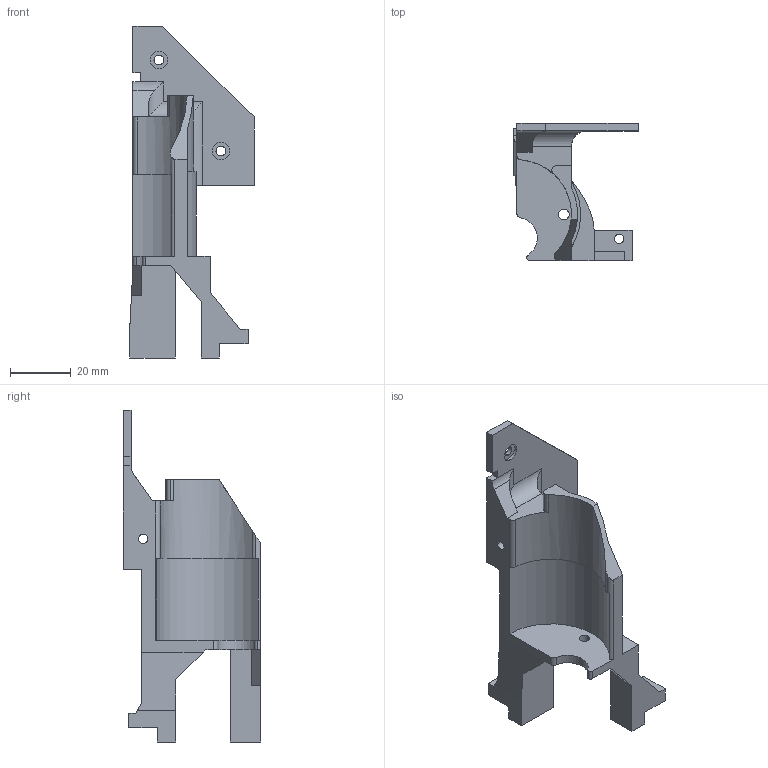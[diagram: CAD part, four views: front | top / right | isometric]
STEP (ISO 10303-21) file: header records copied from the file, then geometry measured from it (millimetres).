
FILE_DESCRIPTION (( 'STEP AP203' ), '1' );
FILE_NAME ('wheel-bracket-outer-left-3.STEP', '2020-06-10T20:35:06', ( '' ), ( '' ), 'SwSTEP 2.0', 'SolidWorks 2013', '' );
FILE_SCHEMA (( 'CONFIG_CONTROL_DESIGN' ));
Length unit declared in the file: millimetre
Products named in the file (1): wheel-bracket-outer-left-3
Bounding box: 41 x 45.2 x 109.5 mm (x, y, z)
Volume: 20913.4 mm3; surface area: 14085.1 mm2
Topology: 1 solids, 1 shells, 98 faces, 278 edges, 184 vertices
Faces by surface type: plane 61, cylinder 36, bspline 1
Entity records: 3321 total; most frequent: CARTESIAN_POINT 638, ORIENTED_EDGE 556, DIRECTION 530, EDGE_CURVE 278, VECTOR 198, LINE 198, VERTEX_POINT 184, AXIS2_PLACEMENT_3D 166
